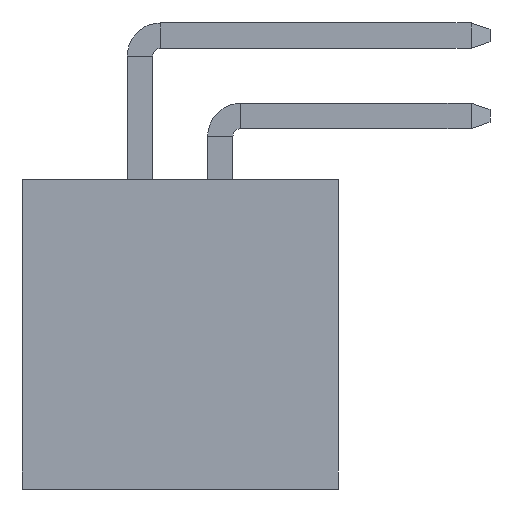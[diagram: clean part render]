
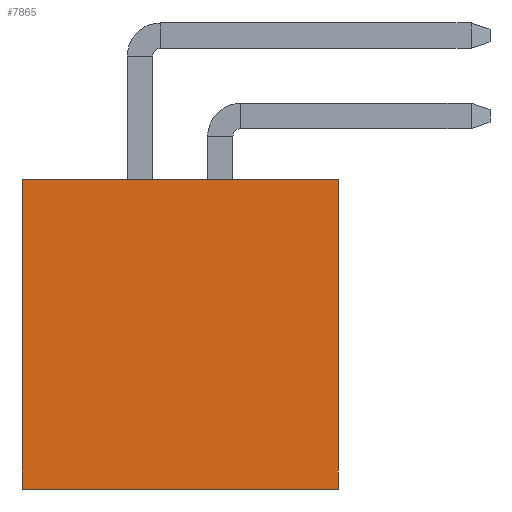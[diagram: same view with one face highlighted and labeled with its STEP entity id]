
A CAD part, front view. The second image highlights one B-rep face of the part: STEP entity #7865.
In plain terms, the highlighted planar face has unit normal (0, -1, 0).
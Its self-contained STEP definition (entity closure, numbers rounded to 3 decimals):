
#2=DIRECTION('',(0.,0.,1.));
#3=VECTOR('',#2,4.9);
#4=CARTESIAN_POINT('',(-2.5,-19.05,-2.45));
#5=LINE('',#4,#3);
#6=DIRECTION('',(1.,0.,0.));
#7=VECTOR('',#6,5.);
#8=CARTESIAN_POINT('',(-2.5,-19.05,2.45));
#9=LINE('',#8,#7);
#10=DIRECTION('',(0.,0.,-1.));
#11=VECTOR('',#10,4.9);
#12=CARTESIAN_POINT('',(2.5,-19.05,2.45));
#13=LINE('',#12,#11);
#14=DIRECTION('',(-1.,0.,0.));
#15=VECTOR('',#14,5.);
#16=CARTESIAN_POINT('',(2.5,-19.05,-2.45));
#17=LINE('',#16,#15);
#5990=CARTESIAN_POINT('',(-2.5,-19.05,-2.45));
#5991=CARTESIAN_POINT('',(-2.5,-19.05,2.45));
#5992=VERTEX_POINT('',#5990);
#5993=VERTEX_POINT('',#5991);
#5994=CARTESIAN_POINT('',(2.5,-19.05,2.45));
#5995=VERTEX_POINT('',#5994);
#5996=CARTESIAN_POINT('',(2.5,-19.05,-2.45));
#5997=VERTEX_POINT('',#5996);
#7850=CARTESIAN_POINT('',(0.,-19.05,0.));
#7851=DIRECTION('',(0.,1.,0.));
#7852=DIRECTION('',(1.,0.,0.));
#7853=AXIS2_PLACEMENT_3D('',#7850,#7851,#7852);
#7854=PLANE('',#7853);
#7856=ORIENTED_EDGE('',*,*,#7855,.T.);
#7858=ORIENTED_EDGE('',*,*,#7857,.T.);
#7860=ORIENTED_EDGE('',*,*,#7859,.T.);
#7862=ORIENTED_EDGE('',*,*,#7861,.T.);
#7863=EDGE_LOOP('',(#7856,#7858,#7860,#7862));
#7864=FACE_OUTER_BOUND('',#7863,.F.);
#7865=ADVANCED_FACE('',(#7864),#7854,.F.);
#7855=EDGE_CURVE('',#5992,#5993,#5,.T.);
#7857=EDGE_CURVE('',#5993,#5995,#9,.T.);
#7859=EDGE_CURVE('',#5995,#5997,#13,.T.);
#7861=EDGE_CURVE('',#5997,#5992,#17,.T.);
